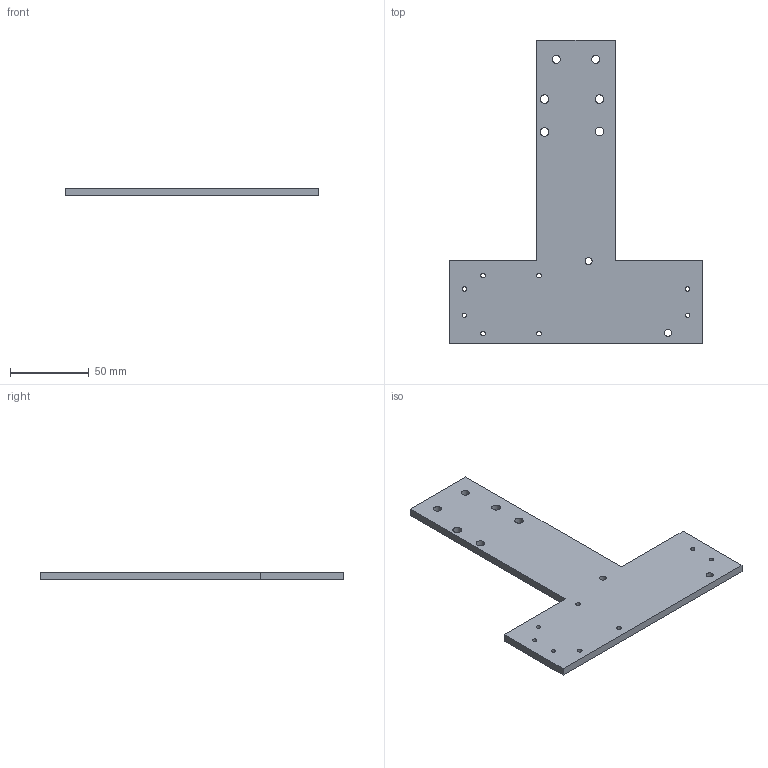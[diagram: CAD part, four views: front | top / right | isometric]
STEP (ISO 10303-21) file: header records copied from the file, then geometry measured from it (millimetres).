
FILE_DESCRIPTION(/* description */ ('Unknown'),/* implementation_level */ '2;1');
FILE_NAME(/* name */ 'base_do_carro',/* time_stamp */ '2024-08-29T12:16:08+01:00',/* author */ ('Unknown'),/* organization */ ('Unknown'),/* preprocessor_version */ 'ST-DEVELOPER v19.4',/* originating_system */ 'Solid Edge',/* authorisation */ 'Unknown');
FILE_SCHEMA (('AUTOMOTIVE_DESIGN {1 0 10303 214 3 1 1}'));
Length unit declared in the file: millimetre
Products named in the file (1): base_do_carro
Bounding box: 160.8 x 193 x 5 mm (x, y, z)
Volume: 76516.9 mm3; surface area: 35153.2 mm2
Topology: 1 solids, 1 shells, 26 faces, 75 edges, 51 vertices
Faces by surface type: cylinder 16, plane 10
Full cylindrical faces by diameter (mm): 2.8 x4, 3 x4, 4.5 x2, 5 x2, 5.5 x4
Entity records: 862 total; most frequent: DIRECTION 142, CARTESIAN_POINT 131, ORIENTED_EDGE 112, EDGE_LOOP 74, FACE_BOUND 74, AXIS2_PLACEMENT_3D 59, EDGE_CURVE 56, VERTEX_POINT 48
